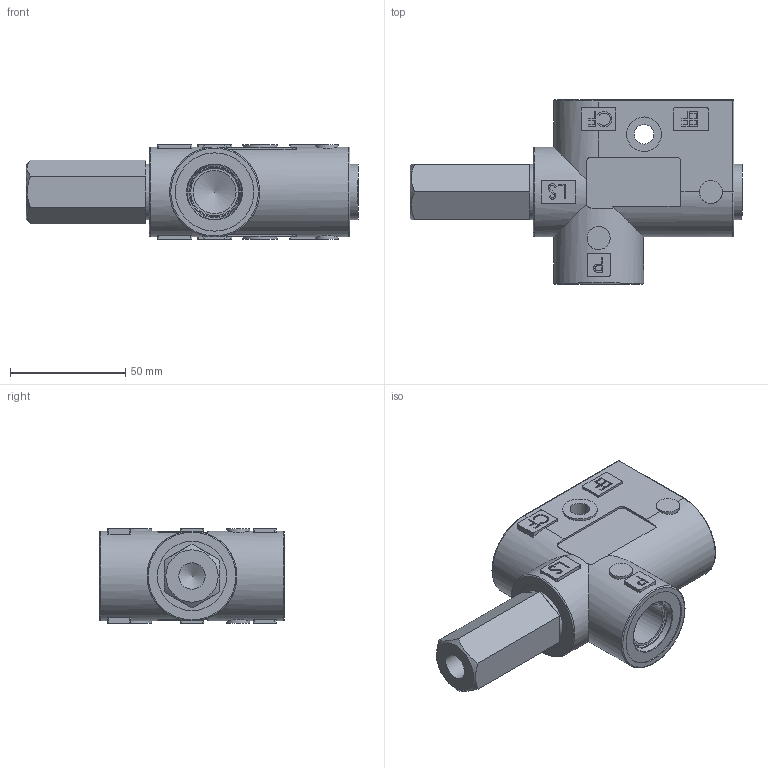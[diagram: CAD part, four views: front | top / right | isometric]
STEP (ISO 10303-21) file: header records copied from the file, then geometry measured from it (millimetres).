
FILE_DESCRIPTION(/* description */ ('STEP AP214'),/* implementation_level */ '2;1');
FILE_NAME(/* name */ 'PRTAD80_7-P',/* time_stamp */ '2023-03-09T09:37:14+01:00',/* author */ ('License CC BY-ND 4.0'),/* organization */ ('CADENAS'),/* preprocessor_version */ 'ST-DEVELOPER v18.102',/* originating_system */ 'PARTsolutions',/* authorisation */ ' ');
FILE_SCHEMA (('AUTOMOTIVE_DESIGN {1 0 10303 214 3 1 1}'));
Length unit declared in the file: millimetre
Products named in the file (1): PRTAD80/7-P
Bounding box: 144 x 80 x 41 mm (x, y, z)
Volume: 205769.3 mm3; surface area: 33231.8 mm2
Topology: 1 solids, 1 shells, 324 faces, 839 edges, 554 vertices
Faces by surface type: plane 218, cylinder 86, cone 12, torus 8
Full cylindrical faces by diameter (mm): 8.5 x1, 10 x4, 11.445 x1, 15 x2, 18.631 x3, 24 x2, 30 x1, 34 x3, 39 x2
Entity records: 9622 total; most frequent: CARTESIAN_POINT 1836, DIRECTION 1576, ORIENTED_EDGE 1558, EDGE_CURVE 779, LINE 544, VECTOR 544, VERTEX_POINT 538, AXIS2_PLACEMENT_3D 516
